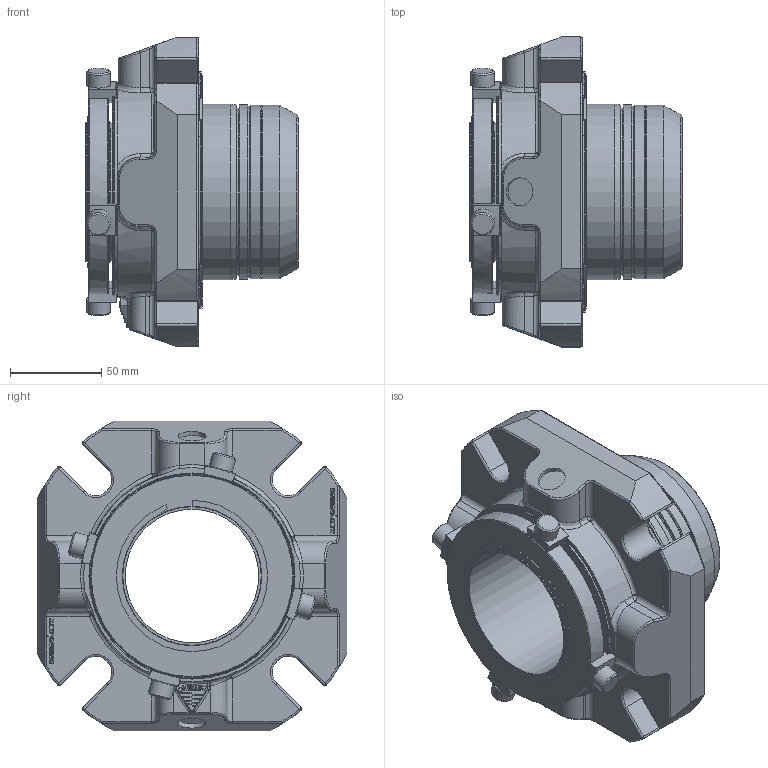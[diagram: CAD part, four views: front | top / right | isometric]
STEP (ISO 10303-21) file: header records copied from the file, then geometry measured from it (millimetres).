
FILE_DESCRIPTION(/* description */ ('Unknown'),/* implementation_level */ '2;1');
FILE_NAME(/* name */ '2.875',/* time_stamp */ '2023-01-30T15:32:32+00:00',/* author */ ('Unknown'),/* organization */ ('Unknown'),/* preprocessor_version */ 'ST-DEVELOPER v16.7',/* originating_system */ 'Solid Edge',/* authorisation */ 'Unknown');
FILE_SCHEMA (('AUTOMOTIVE_DESIGN {1 0 10303 214 3 1 1}'));
Length unit declared in the file: millimetre
Products named in the file (1): 2.875
Bounding box: 115.93 x 169.42 x 169.42 mm (x, y, z)
Volume: 882646.3 mm3; surface area: 143263.3 mm2
Topology: 1 solids, 1 shells, 1003 faces, 2612 edges, 1612 vertices
Faces by surface type: cylinder 327, plane 276, bspline 231, torus 106, cone 37, sphere 26
Full cylindrical faces by diameter (mm): 2.194 x1, 13 x4, 15.342 x2, 73.025 x1, 75.463 x1, 76.175 x1, 77.013 x1, 91.567 x2, 93.904 x1, 94.869 x2, 95.275 x1, 96.037 x1, 111.125 x2, 112.649 x1, 120.777 x1, 122.25 x1, 126.213 x1, 126.365 x1, 126.721 x1, 127 x1, 127.381 x1, 127.635 x1
Entity records: 35150 total; most frequent: CARTESIAN_POINT 12410, ORIENTED_EDGE 4982, DIRECTION 4308, EDGE_CURVE 2491, AXIS2_PLACEMENT_3D 1626, VERTEX_POINT 1583, EDGE_LOOP 1122, FACE_BOUND 1122
